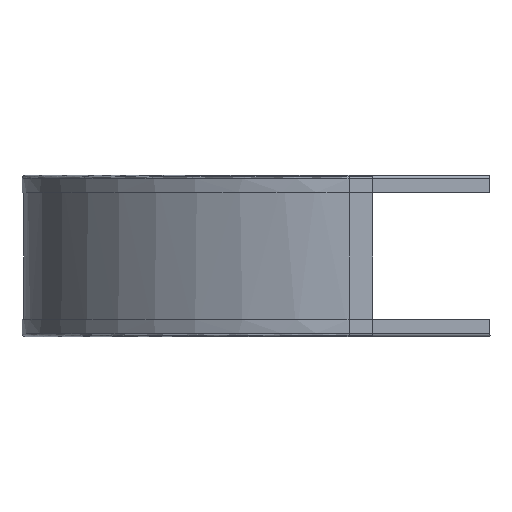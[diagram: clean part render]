
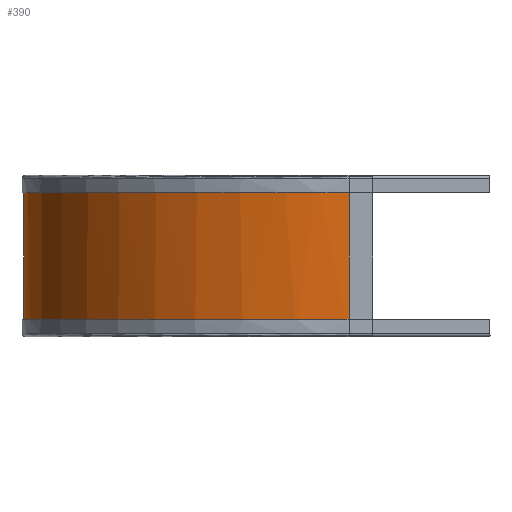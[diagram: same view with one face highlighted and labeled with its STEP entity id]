
A CAD part, front view. The second image highlights one B-rep face of the part: STEP entity #390.
In plain terms, the highlighted free-form (B-spline) face has degree [2, 1] with [9, 2] control points.
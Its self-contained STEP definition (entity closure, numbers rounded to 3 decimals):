
#390=ADVANCED_FACE('',(#796),#5544,.T.);
#796=FACE_OUTER_BOUND('',#1202,.T.);
#1202=EDGE_LOOP('',(#2993,#2994,#2995,#2996));
#2993=ORIENTED_EDGE('',*,*,#3902,.F.);
#2994=ORIENTED_EDGE('',*,*,#3889,.T.);
#2995=ORIENTED_EDGE('',*,*,#3903,.F.);
#2996=ORIENTED_EDGE('',*,*,#3904,.T.);
#3889=EDGE_CURVE('',#5372,#5367,#4793,.T.);
#3902=EDGE_CURVE('',#5372,#5373,#4051,.T.);
#3903=EDGE_CURVE('',#5366,#5367,#4052,.T.);
#3904=EDGE_CURVE('',#5366,#5373,#4804,.T.);
#4051=(
BOUNDED_CURVE()
B_SPLINE_CURVE(2,(#15894,#15895,#15896),.UNSPECIFIED.,.F.,.F.)
B_SPLINE_CURVE_WITH_KNOTS((3,3),(-326.333,0.),.UNSPECIFIED.)
CURVE()
GEOMETRIC_REPRESENTATION_ITEM()
RATIONAL_B_SPLINE_CURVE((1.,0.707,1.))
REPRESENTATION_ITEM('')
);
#4052=(
BOUNDED_CURVE()
B_SPLINE_CURVE(2,(#15897,#15898,#15899),.UNSPECIFIED.,.F.,.F.)
B_SPLINE_CURVE_WITH_KNOTS((3,3),(0.,326.333),.UNSPECIFIED.)
CURVE()
GEOMETRIC_REPRESENTATION_ITEM()
RATIONAL_B_SPLINE_CURVE((1.,0.707,1.))
REPRESENTATION_ITEM('')
);
#4793=B_SPLINE_CURVE_WITH_KNOTS('',1,(#15866,#15867),.UNSPECIFIED.,.F.,
 .F.,(2,2),(-101.,0.),.UNSPECIFIED.);
#4804=B_SPLINE_CURVE_WITH_KNOTS('',1,(#15900,#15901),.UNSPECIFIED.,.F.,
 .F.,(2,2),(0.,101.),.UNSPECIFIED.);
#5366=VERTEX_POINT('',#15827);
#5367=VERTEX_POINT('',#15828);
#5372=VERTEX_POINT('',#15833);
#5373=VERTEX_POINT('',#15834);
#5544=(
BOUNDED_SURFACE()
B_SPLINE_SURFACE(2,1,((#15806,#15807),(#15808,#15809),(#15810,#15811),(#15812,
#15813),(#15814,#15815),(#15816,#15817),(#15818,#15819),(#15820,#15821),
(#15822,#15823)),.UNSPECIFIED.,.T.,.F.,.F.)
B_SPLINE_SURFACE_WITH_KNOTS((3,2,2,2,3),(2,2),(0.,326.333,652.666,
978.999,1305.332),(0.,121.202),.UNSPECIFIED.)
GEOMETRIC_REPRESENTATION_ITEM()
RATIONAL_B_SPLINE_SURFACE(((1.,1.),(0.707,0.707),
(1.,1.),(0.707,0.707),(1.,1.),(0.707,
0.707),(1.,1.),(0.707,0.707),(1.,1.)))
REPRESENTATION_ITEM('')
SURFACE()
);
#15806=CARTESIAN_POINT('',(117.75,207.75,11.101));
#15807=CARTESIAN_POINT('',(117.75,207.75,-110.101));
#15808=CARTESIAN_POINT('',(117.75,0.,11.101));
#15809=CARTESIAN_POINT('',(117.75,0.,-110.101));
#15810=CARTESIAN_POINT('',(-90.,0.,11.101));
#15811=CARTESIAN_POINT('',(-90.,0.,-110.101));
#15812=CARTESIAN_POINT('',(-297.75,0.,11.101));
#15813=CARTESIAN_POINT('',(-297.75,0.,-110.101));
#15814=CARTESIAN_POINT('',(-297.75,207.75,11.101));
#15815=CARTESIAN_POINT('',(-297.75,207.75,-110.101));
#15816=CARTESIAN_POINT('',(-297.75,415.5,11.101));
#15817=CARTESIAN_POINT('',(-297.75,415.5,-110.101));
#15818=CARTESIAN_POINT('',(-90.,415.5,11.101));
#15819=CARTESIAN_POINT('',(-90.,415.5,-110.101));
#15820=CARTESIAN_POINT('',(117.75,415.5,11.101));
#15821=CARTESIAN_POINT('',(117.75,415.5,-110.101));
#15822=CARTESIAN_POINT('',(117.75,207.75,11.101));
#15823=CARTESIAN_POINT('',(117.75,207.75,-110.101));
#15827=CARTESIAN_POINT('',(-297.75,207.75,1.));
#15828=CARTESIAN_POINT('',(-90.,0.,1.));
#15833=CARTESIAN_POINT('',(-90.,0.,-100.));
#15834=CARTESIAN_POINT('',(-297.75,207.75,-100.));
#15866=CARTESIAN_POINT('',(-90.,0.,-100.));
#15867=CARTESIAN_POINT('',(-90.,0.,1.));
#15894=CARTESIAN_POINT('',(-90.,0.,-100.));
#15895=CARTESIAN_POINT('',(-297.75,0.,-100.));
#15896=CARTESIAN_POINT('',(-297.75,207.75,-100.));
#15897=CARTESIAN_POINT('',(-297.75,207.75,1.));
#15898=CARTESIAN_POINT('',(-297.75,0.,1.));
#15899=CARTESIAN_POINT('',(-90.,0.,1.));
#15900=CARTESIAN_POINT('',(-297.75,207.75,1.));
#15901=CARTESIAN_POINT('',(-297.75,207.75,-100.));
